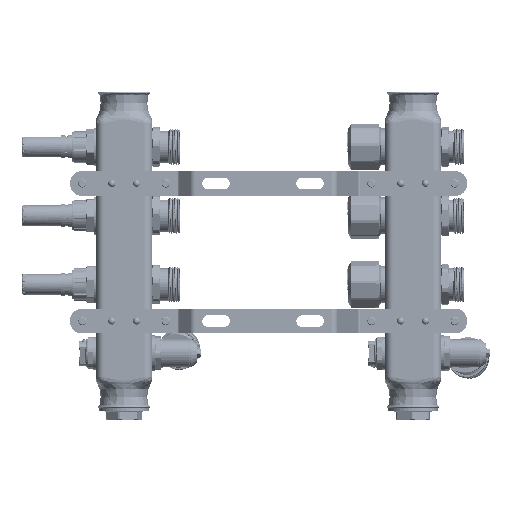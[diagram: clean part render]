
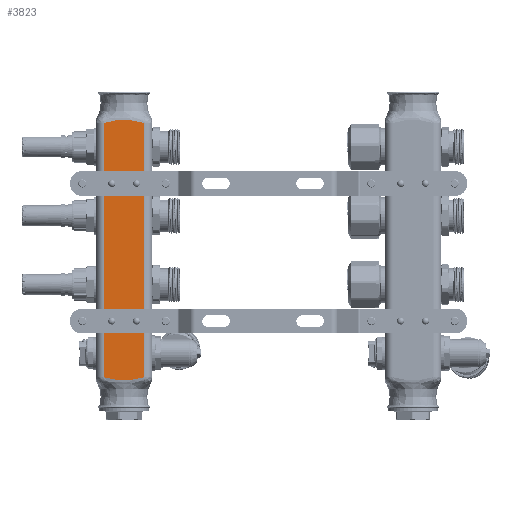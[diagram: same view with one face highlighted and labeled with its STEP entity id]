
A CAD part, front view. The second image highlights one B-rep face of the part: STEP entity #3823.
In plain terms, the highlighted face is planar.
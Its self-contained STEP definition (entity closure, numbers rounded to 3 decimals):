
#263 = VERTEX_POINT ( 'NONE', #19659 ) ;
#2163 = FACE_OUTER_BOUND ( 'NONE', #6595, .T. ) ;
#3735 = CARTESIAN_POINT ( 'NONE',  ( 19.5, 14.5, -21.574 ) ) ;
#3823 = ADVANCED_FACE ( 'NONE', ( #2163 ), #62991, .F. ) ;
#5361 = CARTESIAN_POINT ( 'NONE',  ( 19.5, -11.516, -20.848 ) ) ;
#5754 = CARTESIAN_POINT ( 'NONE',  ( 19.5, 2.461, -19.345 ) ) ;
#6149 = CARTESIAN_POINT ( 'NONE',  ( 19.5, 6.103, -19.798 ) ) ;
#6543 = CARTESIAN_POINT ( 'NONE',  ( 19.5, -4.27, -19.529 ) ) ;
#6595 = EDGE_LOOP ( 'NONE', ( #49229, #33866, #86440, #52610 ) ) ;
#7061 = B_SPLINE_CURVE_WITH_KNOTS ( 'NONE', 3,
 ( #66513, #20773, #84903, #39241, #59642, #115428, #23512, #96170, #95387, #13878, #60434, #31960, #32332, #22313, #68449, #96552, #113839, #14289, #86861, #31555, #77294, #41992, #86473, #58851, #95776, #78466, #106168, #78076, #13509, #41208 ),
 .UNSPECIFIED., .F., .F.,
 ( 4, 2, 2, 2, 2, 2, 2, 2, 2, 2, 2, 2, 2, 2, 4 ),
 ( 0., 0.002, 0.003, 0.004, 0.007, 0.009, 0.011, 0.015, 0.018, 0.02, 0.022, 0.026, 0.027, 0.028, 0.029 ),
 .UNSPECIFIED. ) ;
#13509 = CARTESIAN_POINT ( 'NONE',  ( 19.5, -13.907, -206.589 ) ) ;
#13878 = CARTESIAN_POINT ( 'NONE',  ( 19.5, 6.705, -208.092 ) ) ;
#14289 = CARTESIAN_POINT ( 'NONE',  ( 19.5, -4.27, -208.471 ) ) ;
#15025 = CARTESIAN_POINT ( 'NONE',  ( 19.5, -14.5, -21.574 ) ) ;
#15405 = CARTESIAN_POINT ( 'NONE',  ( 19.5, -8.505, -20.256 ) ) ;
#19659 = CARTESIAN_POINT ( 'NONE',  ( 19.5, -14.5, -21.574 ) ) ;
#20773 = CARTESIAN_POINT ( 'NONE',  ( 19.5, 13.908, -206.588 ) ) ;
#22313 = CARTESIAN_POINT ( 'NONE',  ( 19.5, 2.461, -208.655 ) ) ;
#23512 = CARTESIAN_POINT ( 'NONE',  ( 19.5, 11.219, -207.207 ) ) ;
#23830 = CARTESIAN_POINT ( 'NONE',  ( 19.5, -12.419, -21.028 ) ) ;
#24641 = CARTESIAN_POINT ( 'NONE',  ( 19.5, -13.313, -21.252 ) ) ;
#25762 = CARTESIAN_POINT ( 'NONE',  ( 19.5, 14.5, -114. ) ) ;
#25888 = CARTESIAN_POINT ( 'NONE',  ( 19.5, 14.5, -114. ) ) ;
#31555 = CARTESIAN_POINT ( 'NONE',  ( 19.5, -6.093, -208.204 ) ) ;
#31960 = CARTESIAN_POINT ( 'NONE',  ( 19.5, 4.893, -208.39 ) ) ;
#32274 = CARTESIAN_POINT ( 'NONE',  ( 19.5, -12.121, -20.957 ) ) ;
#32332 = CARTESIAN_POINT ( 'NONE',  ( 19.5, 4.287, -208.469 ) ) ;
#33060 = CARTESIAN_POINT ( 'NONE',  ( 19.5, -4.878, -19.608 ) ) ;
#33866 = ORIENTED_EDGE ( 'NONE', *, *, #88942, .T. ) ;
#36168 = LINE ( 'NONE', #53474, #87771 ) ;
#39241 = CARTESIAN_POINT ( 'NONE',  ( 19.5, 12.423, -206.971 ) ) ;
#39883 = CARTESIAN_POINT ( 'NONE',  ( 19.5, -14.5, -206.426 ) ) ;
#41208 = CARTESIAN_POINT ( 'NONE',  ( 19.5, -14.5, -206.426 ) ) ;
#41926 = CARTESIAN_POINT ( 'NONE',  ( 19.5, 12.124, -20.957 ) ) ;
#41992 = CARTESIAN_POINT ( 'NONE',  ( 19.5, -8.505, -207.744 ) ) ;
#42138 = EDGE_CURVE ( 'NONE', #108904, #263, #36168, .T. ) ;
#42720 = CARTESIAN_POINT ( 'NONE',  ( 19.5, 8.511, -20.258 ) ) ;
#49229 = ORIENTED_EDGE ( 'NONE', *, *, #107255, .T. ) ;
#51117 = CARTESIAN_POINT ( 'NONE',  ( 19.5, -9.706, -20.508 ) ) ;
#51914 = CARTESIAN_POINT ( 'NONE',  ( 19.5, 12.423, -21.029 ) ) ;
#52321 = CARTESIAN_POINT ( 'NONE',  ( 19.5, 11.521, -20.849 ) ) ;
#52610 = ORIENTED_EDGE ( 'NONE', *, *, #86980, .F. ) ;
#53474 = CARTESIAN_POINT ( 'NONE',  ( 19.5, -14.5, -114. ) ) ;
#58851 = CARTESIAN_POINT ( 'NONE',  ( 19.5, -11.215, -207.208 ) ) ;
#59642 = CARTESIAN_POINT ( 'NONE',  ( 19.5, 12.124, -207.043 ) ) ;
#60369 = CARTESIAN_POINT ( 'NONE',  ( 19.5, 1.232, -19.288 ) ) ;
#60434 = CARTESIAN_POINT ( 'NONE',  ( 19.5, 6.103, -208.202 ) ) ;
#61566 = CARTESIAN_POINT ( 'NONE',  ( 19.5, -1.22, -19.287 ) ) ;
#62991 = PLANE ( 'NONE',  #108542 ) ;
#66513 = CARTESIAN_POINT ( 'NONE',  ( 19.5, 14.5, -206.426 ) ) ;
#68449 = CARTESIAN_POINT ( 'NONE',  ( 19.5, 1.232, -208.712 ) ) ;
#69935 = CARTESIAN_POINT ( 'NONE',  ( 19.5, -13.907, -21.411 ) ) ;
#70351 = CARTESIAN_POINT ( 'NONE',  ( 19.5, -2.442, -19.344 ) ) ;
#70531 = LINE ( 'NONE', #25888, #80567 ) ;
#77294 = CARTESIAN_POINT ( 'NONE',  ( 19.5, -6.697, -208.093 ) ) ;
#77965 = VERTEX_POINT ( 'NONE', #3735 ) ;
#78076 = CARTESIAN_POINT ( 'NONE',  ( 19.5, -13.313, -206.748 ) ) ;
#78400 = CARTESIAN_POINT ( 'NONE',  ( 19.5, 9.712, -20.509 ) ) ;
#78466 = CARTESIAN_POINT ( 'NONE',  ( 19.5, -12.121, -207.043 ) ) ;
#79582 = CARTESIAN_POINT ( 'NONE',  ( 19.5, 11.219, -20.793 ) ) ;
#79974 = CARTESIAN_POINT ( 'NONE',  ( 19.5, -6.093, -19.796 ) ) ;
#80567 = VECTOR ( 'NONE', #80821, 1000. ) ;
#80821 = DIRECTION ( 'NONE',  ( 0., 0., 1. ) ) ;
#83631 = DIRECTION ( 'NONE',  ( -1., 0., 0. ) ) ;
#84903 = CARTESIAN_POINT ( 'NONE',  ( 19.5, 13.315, -206.748 ) ) ;
#86440 = ORIENTED_EDGE ( 'NONE', *, *, #42138, .F. ) ;
#86473 = CARTESIAN_POINT ( 'NONE',  ( 19.5, -9.706, -207.492 ) ) ;
#86861 = CARTESIAN_POINT ( 'NONE',  ( 19.5, -4.878, -208.392 ) ) ;
#86980 = EDGE_CURVE ( 'NONE', #107469, #108904, #7061, .T. ) ;
#87198 = CARTESIAN_POINT ( 'NONE',  ( 19.5, -11.215, -20.792 ) ) ;
#87771 = VECTOR ( 'NONE', #117744, 1000. ) ;
#88942 = EDGE_CURVE ( 'NONE', #77965, #263, #114663, .T. ) ;
#92913 = DIRECTION ( 'NONE',  ( 0., -1., 0. ) ) ;
#95387 = CARTESIAN_POINT ( 'NONE',  ( 19.5, 8.511, -207.742 ) ) ;
#95776 = CARTESIAN_POINT ( 'NONE',  ( 19.5, -11.516, -207.152 ) ) ;
#96170 = CARTESIAN_POINT ( 'NONE',  ( 19.5, 9.712, -207.491 ) ) ;
#96485 = CARTESIAN_POINT ( 'NONE',  ( 19.5, 4.287, -19.531 ) ) ;
#96552 = CARTESIAN_POINT ( 'NONE',  ( 19.5, -1.22, -208.713 ) ) ;
#96873 = CARTESIAN_POINT ( 'NONE',  ( 19.5, -6.697, -19.907 ) ) ;
#97670 = CARTESIAN_POINT ( 'NONE',  ( 19.5, 13.315, -21.252 ) ) ;
#106168 = CARTESIAN_POINT ( 'NONE',  ( 19.5, -12.419, -206.972 ) ) ;
#106496 = CARTESIAN_POINT ( 'NONE',  ( 19.5, 4.893, -19.61 ) ) ;
#107255 = EDGE_CURVE ( 'NONE', #107469, #77965, #70531, .T. ) ;
#107469 = VERTEX_POINT ( 'NONE', #109716 ) ;
#108542 = AXIS2_PLACEMENT_3D ( 'NONE', #25762, #83631, #92913 ) ;
#108904 = VERTEX_POINT ( 'NONE', #39883 ) ;
#109716 = CARTESIAN_POINT ( 'NONE',  ( 19.5, 14.5, -206.426 ) ) ;
#113839 = CARTESIAN_POINT ( 'NONE',  ( 19.5, -2.442, -208.656 ) ) ;
#114663 = B_SPLINE_CURVE_WITH_KNOTS ( 'NONE', 3,
 ( #115354, #116573, #97670, #51914, #41926, #52321, #79582, #78400, #42720, #116173, #6149, #106496, #96485, #5754, #60369, #61566, #70351, #6543, #33060, #79974, #96873, #15405, #51117, #87198, #5361, #32274, #23830, #24641, #69935, #15025 ),
 .UNSPECIFIED., .F., .F.,
 ( 4, 2, 2, 2, 2, 2, 2, 2, 2, 2, 2, 2, 2, 2, 4 ),
 ( 0., 0.002, 0.003, 0.004, 0.007, 0.009, 0.011, 0.015, 0.018, 0.02, 0.022, 0.026, 0.027, 0.028, 0.029 ),
 .UNSPECIFIED. ) ;
#115354 = CARTESIAN_POINT ( 'NONE',  ( 19.5, 14.5, -21.574 ) ) ;
#115428 = CARTESIAN_POINT ( 'NONE',  ( 19.5, 11.521, -207.151 ) ) ;
#116173 = CARTESIAN_POINT ( 'NONE',  ( 19.5, 6.705, -19.908 ) ) ;
#116573 = CARTESIAN_POINT ( 'NONE',  ( 19.5, 13.908, -21.412 ) ) ;
#117744 = DIRECTION ( 'NONE',  ( 0., 0., 1. ) ) ;
